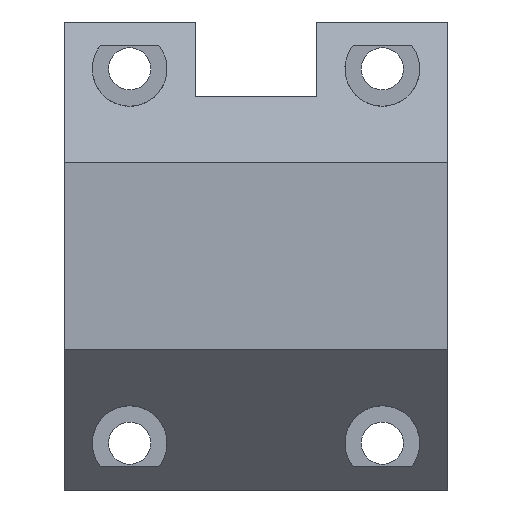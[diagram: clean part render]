
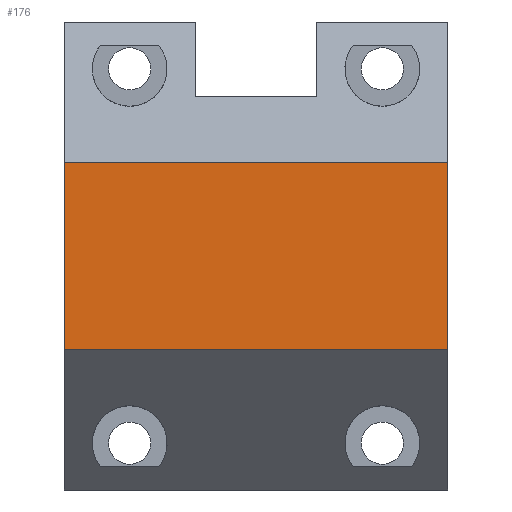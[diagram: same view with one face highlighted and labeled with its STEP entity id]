
A CAD part, front view. The second image highlights one B-rep face of the part: STEP entity #176.
In plain terms, the highlighted planar face has unit normal (0, -1, 0).
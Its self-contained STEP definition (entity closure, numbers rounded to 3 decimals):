
#176=ADVANCED_FACE('',(#212),#198,.F.);
#198=PLANE('',#572);
#212=FACE_OUTER_BOUND('',#243,.T.);
#243=EDGE_LOOP('',(#312,#313,#314,#315));
#312=ORIENTED_EDGE('',*,*,#458,.T.);
#313=ORIENTED_EDGE('',*,*,#434,.T.);
#314=ORIENTED_EDGE('',*,*,#459,.F.);
#315=ORIENTED_EDGE('',*,*,#442,.T.);
#392=VERTEX_POINT('',#756);
#394=VERTEX_POINT('',#759);
#401=VERTEX_POINT('',#774);
#402=VERTEX_POINT('',#776);
#434=EDGE_CURVE('',#394,#392,#487,.T.);
#442=EDGE_CURVE('',#402,#401,#494,.T.);
#458=EDGE_CURVE('',#401,#394,#502,.T.);
#459=EDGE_CURVE('',#402,#392,#503,.T.);
#487=LINE('',#758,#525);
#494=LINE('',#775,#532);
#502=LINE('',#809,#540);
#503=LINE('',#810,#541);
#525=VECTOR('',#620,1.);
#532=VECTOR('',#631,1.);
#540=VECTOR('',#667,1.);
#541=VECTOR('',#668,1.);
#572=AXIS2_PLACEMENT_3D('',#811,#669,#670);
#620=DIRECTION('',(1.,0.,0.));
#631=DIRECTION('',(-1.,0.,0.));
#667=DIRECTION('',(0.,0.,-1.));
#668=DIRECTION('',(0.,0.,-1.));
#669=DIRECTION('',(0.,1.,0.));
#670=DIRECTION('',(0.,0.,1.));
#756=CARTESIAN_POINT('',(20.5,-21.,-10.));
#758=CARTESIAN_POINT('',(20.5,-21.,-10.));
#759=CARTESIAN_POINT('',(-20.5,-21.,-10.));
#774=CARTESIAN_POINT('',(-20.5,-21.,10.));
#775=CARTESIAN_POINT('',(20.5,-21.,10.));
#776=CARTESIAN_POINT('',(20.5,-21.,10.));
#809=CARTESIAN_POINT('',(-20.5,-21.,25.));
#810=CARTESIAN_POINT('',(20.5,-21.,25.));
#811=CARTESIAN_POINT('',(20.5,-21.,25.));
